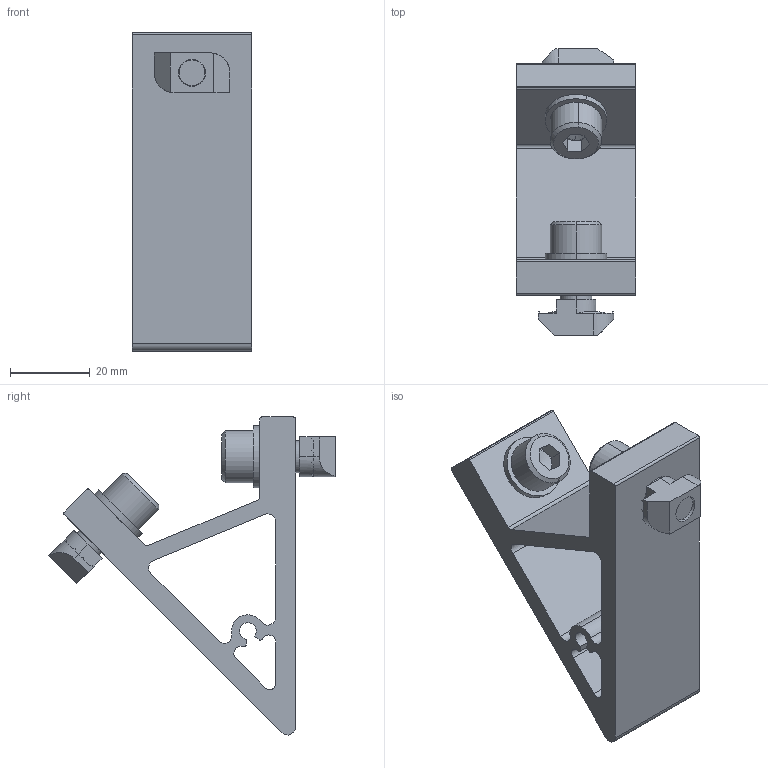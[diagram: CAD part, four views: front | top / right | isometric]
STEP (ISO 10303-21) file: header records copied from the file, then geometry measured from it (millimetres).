
FILE_DESCRIPTION (( 'STEP AP203' ), '1' );
FILE_NAME ('AL-3.31.80.40.40.STEP', '2024-10-22T09:49:29', ( '' ), ( '' ), 'SwSTEP 2.0', 'SolidWorks 2021', '' );
FILE_SCHEMA (( 'CONFIG_CONTROL_DESIGN' ));
Length unit declared in the file: millimetre
Products named in the file (1): AL-3.31.80.40.40
Bounding box: 30 x 72.1 x 80 mm (x, y, z)
Surface area: 18509.9 mm2 (no closed solid volume)
Topology: 0 solids, 9 shells, 144 faces, 447 edges, 302 vertices
Faces by surface type: plane 78, cylinder 50, cone 16
Entity records: 5016 total; most frequent: CARTESIAN_POINT 994, DIRECTION 841, ORIENTED_EDGE 770, EDGE_CURVE 443, VERTEX_POINT 302, AXIS2_PLACEMENT_3D 285, VECTOR 271, LINE 271
